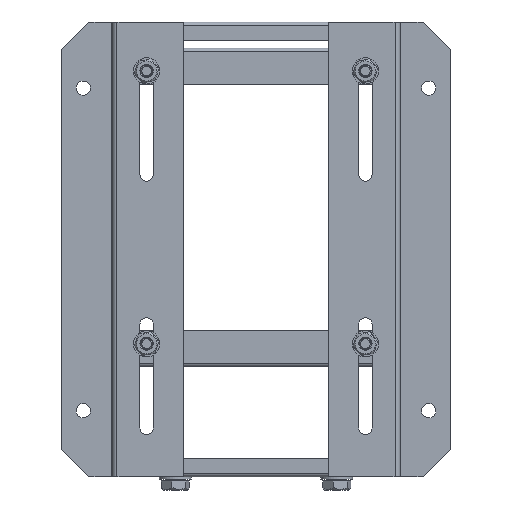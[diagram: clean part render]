
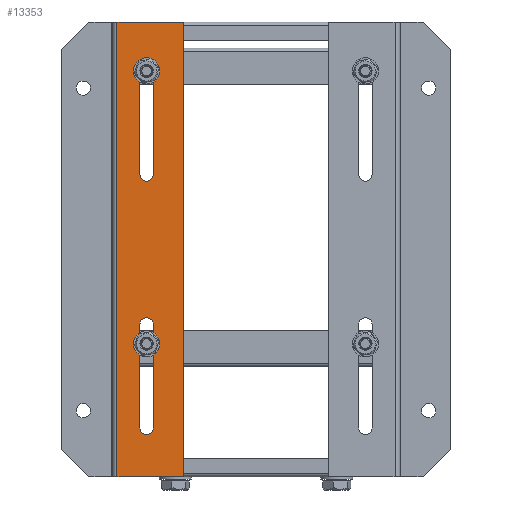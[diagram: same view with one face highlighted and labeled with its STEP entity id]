
A CAD part, front view. The second image highlights one B-rep face of the part: STEP entity #13353.
In plain terms, the highlighted planar face has unit normal (0, -1, 0).
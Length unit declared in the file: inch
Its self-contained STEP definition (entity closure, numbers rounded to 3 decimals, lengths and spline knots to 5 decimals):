
#169 = CARTESIAN_POINT ( 'NONE',  ( 0.05816, -1.07114, -7.75 ) ) ;
#289 = ORIENTED_EDGE ( 'NONE', *, *, #5838, .F. ) ;
#380 = CARTESIAN_POINT ( 'NONE',  ( 0.05816, -1.07114, -3.25 ) ) ;
#407 = CARTESIAN_POINT ( 'NONE',  ( 0.6369, -1.07114, 3.25 ) ) ;
#433 = VERTEX_POINT ( 'NONE', #9913 ) ;
#549 = LINE ( 'NONE', #4980, #2546 ) ;
#672 = CARTESIAN_POINT ( 'NONE',  ( 0.6369, -1.07114, 3.25 ) ) ;
#808 = AXIS2_PLACEMENT_3D ( 'NONE', #9539, #6586, #3269 ) ;
#863 = AXIS2_PLACEMENT_3D ( 'NONE', #12083, #9134, #2734 ) ;
#1098 = VECTOR ( 'NONE', #15684, 39.37008 ) ;
#1876 = LINE ( 'NONE', #8399, #4550 ) ;
#1970 = ORIENTED_EDGE ( 'NONE', *, *, #15952, .T. ) ;
#2012 = ORIENTED_EDGE ( 'NONE', *, *, #8239, .T. ) ;
#2191 = EDGE_CURVE ( 'NONE', #11887, #2880, #9036, .T. ) ;
#2315 = CARTESIAN_POINT ( 'NONE',  ( -0.96743, -1.07114, -9.875 ) ) ;
#2546 = VECTOR ( 'NONE', #16323, 39.37008 ) ;
#2734 = DIRECTION ( 'NONE',  ( 1., 0., 0. ) ) ;
#2809 = VERTEX_POINT ( 'NONE', #10986 ) ;
#2880 = VERTEX_POINT ( 'NONE', #380 ) ;
#3143 = EDGE_CURVE ( 'NONE', #18995, #9681, #1876, .T. ) ;
#3269 = DIRECTION ( 'NONE',  ( 1., 0., 0. ) ) ;
#3294 = EDGE_LOOP ( 'NONE', ( #18199, #14862, #1970, #18142 ) ) ;
#3616 = EDGE_CURVE ( 'NONE', #3807, #14571, #5256, .T. ) ;
#3807 = VERTEX_POINT ( 'NONE', #4106 ) ;
#3812 = DIRECTION ( 'NONE',  ( -1., 0., 0. ) ) ;
#3989 = ORIENTED_EDGE ( 'NONE', *, *, #11262, .T. ) ;
#4106 = CARTESIAN_POINT ( 'NONE',  ( 0.05816, -1.07114, 3.25 ) ) ;
#4190 = VECTOR ( 'NONE', #18528, 39.37008 ) ;
#4550 = VECTOR ( 'NONE', #17706, 39.37008 ) ;
#4898 = CARTESIAN_POINT ( 'NONE',  ( 1.95776, -1.07114, 9.875 ) ) ;
#4980 = CARTESIAN_POINT ( 'NONE',  ( 0.6369, -1.07114, -7.75 ) ) ;
#4992 = CIRCLE ( 'NONE', #17760, 0.28937 ) ;
#5013 = ORIENTED_EDGE ( 'NONE', *, *, #6165, .T. ) ;
#5256 = LINE ( 'NONE', #9701, #1098 ) ;
#5838 = EDGE_CURVE ( 'NONE', #18995, #16031, #14729, .T. ) ;
#6165 = EDGE_CURVE ( 'NONE', #15172, #12518, #7827, .T. ) ;
#6586 = DIRECTION ( 'NONE',  ( 0., 1., 0. ) ) ;
#6885 = CARTESIAN_POINT ( 'NONE',  ( 0.05816, -1.07114, 7.75 ) ) ;
#7318 = FACE_OUTER_BOUND ( 'NONE', #10387, .T. ) ;
#7584 = AXIS2_PLACEMENT_3D ( 'NONE', #14841, #9613, #11654 ) ;
#7827 = LINE ( 'NONE', #672, #11507 ) ;
#8239 = EDGE_CURVE ( 'NONE', #12518, #3807, #4992, .T. ) ;
#8399 = CARTESIAN_POINT ( 'NONE',  ( -1.18147, -1.07114, 9.875 ) ) ;
#8427 = CIRCLE ( 'NONE', #7584, 0.28937 ) ;
#8470 = EDGE_CURVE ( 'NONE', #2809, #19243, #549, .T. ) ;
#8708 = VECTOR ( 'NONE', #17578, 39.37008 ) ;
#9036 = LINE ( 'NONE', #10171, #9528 ) ;
#9134 = DIRECTION ( 'NONE',  ( 0., -1., 0. ) ) ;
#9205 = LINE ( 'NONE', #9646, #8708 ) ;
#9360 = DIRECTION ( 'NONE',  ( 1., 0., 0. ) ) ;
#9528 = VECTOR ( 'NONE', #18090, 39.37008 ) ;
#9539 = CARTESIAN_POINT ( 'NONE',  ( 0.34753, -1.07114, -7.75 ) ) ;
#9613 = DIRECTION ( 'NONE',  ( 0., 1., 0. ) ) ;
#9646 = CARTESIAN_POINT ( 'NONE',  ( -0.93843, -1.07114, 9.875 ) ) ;
#9681 = VERTEX_POINT ( 'NONE', #14680 ) ;
#9701 = CARTESIAN_POINT ( 'NONE',  ( 0.05816, -1.07114, 3.25 ) ) ;
#9722 = ORIENTED_EDGE ( 'NONE', *, *, #3616, .T. ) ;
#9913 = CARTESIAN_POINT ( 'NONE',  ( -0.93843, -1.07114, -9.875 ) ) ;
#10077 = CARTESIAN_POINT ( 'NONE',  ( 0.6369, -1.07114, -7.75 ) ) ;
#10171 = CARTESIAN_POINT ( 'NONE',  ( 0.05816, -1.07114, -7.75 ) ) ;
#10387 = EDGE_LOOP ( 'NONE', ( #19004, #3989, #17374, #289 ) ) ;
#10698 = PLANE ( 'NONE',  #863 ) ;
#10986 = CARTESIAN_POINT ( 'NONE',  ( 0.6369, -1.07114, -3.25 ) ) ;
#11124 = CARTESIAN_POINT ( 'NONE',  ( 1.95776, -1.07114, -9.875 ) ) ;
#11169 = ORIENTED_EDGE ( 'NONE', *, *, #14523, .T. ) ;
#11262 = EDGE_CURVE ( 'NONE', #9681, #433, #9205, .T. ) ;
#11507 = VECTOR ( 'NONE', #16551, 39.37008 ) ;
#11654 = DIRECTION ( 'NONE',  ( 1., 0., 0. ) ) ;
#11887 = VERTEX_POINT ( 'NONE', #169 ) ;
#12083 = CARTESIAN_POINT ( 'NONE',  ( 1.95776, -1.07114, 9.875 ) ) ;
#12518 = VERTEX_POINT ( 'NONE', #407 ) ;
#12920 = EDGE_LOOP ( 'NONE', ( #11169, #5013, #2012, #9722 ) ) ;
#13187 = EDGE_CURVE ( 'NONE', #16031, #433, #17611, .T. ) ;
#13353 = ADVANCED_FACE ( 'NONE', ( #7318, #18065, #13932 ), #10698, .T. ) ;
#13767 = DIRECTION ( 'NONE',  ( 0., 1., 0. ) ) ;
#13932 = FACE_BOUND ( 'NONE', #3294, .T. ) ;
#14090 = DIRECTION ( 'NONE',  ( 0., 1., 0. ) ) ;
#14523 = EDGE_CURVE ( 'NONE', #14571, #15172, #8427, .T. ) ;
#14571 = VERTEX_POINT ( 'NONE', #6885 ) ;
#14680 = CARTESIAN_POINT ( 'NONE',  ( -0.93843, -1.07114, 9.875 ) ) ;
#14729 = LINE ( 'NONE', #15703, #4190 ) ;
#14841 = CARTESIAN_POINT ( 'NONE',  ( 0.34753, -1.07114, 7.75 ) ) ;
#14862 = ORIENTED_EDGE ( 'NONE', *, *, #8470, .T. ) ;
#15172 = VERTEX_POINT ( 'NONE', #20149 ) ;
#15216 = EDGE_CURVE ( 'NONE', #2880, #2809, #20125, .T. ) ;
#15684 = DIRECTION ( 'NONE',  ( 0., 0., 1. ) ) ;
#15703 = CARTESIAN_POINT ( 'NONE',  ( 1.95776, -1.07114, 9.875 ) ) ;
#15952 = EDGE_CURVE ( 'NONE', #19243, #11887, #17689, .T. ) ;
#16031 = VERTEX_POINT ( 'NONE', #11124 ) ;
#16323 = DIRECTION ( 'NONE',  ( 0., 0., -1. ) ) ;
#16551 = DIRECTION ( 'NONE',  ( 0., 0., -1. ) ) ;
#16881 = CARTESIAN_POINT ( 'NONE',  ( 0.34753, -1.07114, -3.25 ) ) ;
#17374 = ORIENTED_EDGE ( 'NONE', *, *, #13187, .F. ) ;
#17415 = CARTESIAN_POINT ( 'NONE',  ( 0.34753, -1.07114, 3.25 ) ) ;
#17578 = DIRECTION ( 'NONE',  ( 0., 0., -1. ) ) ;
#17611 = LINE ( 'NONE', #2315, #20269 ) ;
#17689 = CIRCLE ( 'NONE', #808, 0.28937 ) ;
#17706 = DIRECTION ( 'NONE',  ( -1., 0., 0. ) ) ;
#17760 = AXIS2_PLACEMENT_3D ( 'NONE', #17415, #14090, #9360 ) ;
#18065 = FACE_BOUND ( 'NONE', #12920, .T. ) ;
#18090 = DIRECTION ( 'NONE',  ( 0., 0., 1. ) ) ;
#18142 = ORIENTED_EDGE ( 'NONE', *, *, #2191, .T. ) ;
#18199 = ORIENTED_EDGE ( 'NONE', *, *, #15216, .T. ) ;
#18469 = AXIS2_PLACEMENT_3D ( 'NONE', #16881, #13767, #18571 ) ;
#18528 = DIRECTION ( 'NONE',  ( 0., 0., -1. ) ) ;
#18571 = DIRECTION ( 'NONE',  ( 1., 0., 0. ) ) ;
#18995 = VERTEX_POINT ( 'NONE', #4898 ) ;
#19004 = ORIENTED_EDGE ( 'NONE', *, *, #3143, .T. ) ;
#19243 = VERTEX_POINT ( 'NONE', #10077 ) ;
#20125 = CIRCLE ( 'NONE', #18469, 0.28937 ) ;
#20149 = CARTESIAN_POINT ( 'NONE',  ( 0.6369, -1.07114, 7.75 ) ) ;
#20269 = VECTOR ( 'NONE', #3812, 39.37008 ) ;
